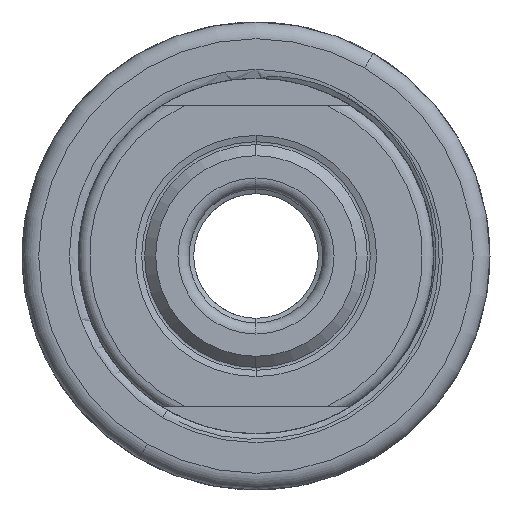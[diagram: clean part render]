
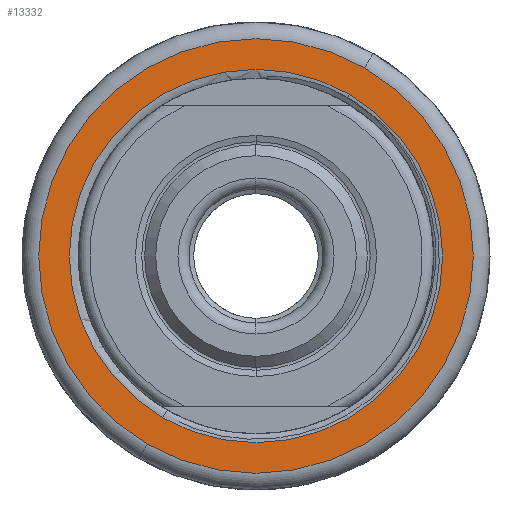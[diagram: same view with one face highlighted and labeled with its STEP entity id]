
A CAD part, left-side view. The second image highlights one B-rep face of the part: STEP entity #13332.
In plain terms, the highlighted face is planar.
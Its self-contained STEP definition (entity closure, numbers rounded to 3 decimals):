
#1678 = EDGE_CURVE ( 'NONE', #3952, #3982, #1910, .T. ) ;
#1910 = CIRCLE ( 'NONE', #2360, 19.5 ) ;
#2207 = AXIS2_PLACEMENT_3D ( 'NONE', #14619, #14669, #14597 ) ;
#2349 = AXIS2_PLACEMENT_3D ( 'NONE', #8282, #8285, #8319 ) ;
#2360 = AXIS2_PLACEMENT_3D ( 'NONE', #5154, #5167, #5172 ) ;
#2384 = AXIS2_PLACEMENT_3D ( 'NONE', #13945, #13879, #13903 ) ;
#2410 = AXIS2_PLACEMENT_3D ( 'NONE', #13648, #13738, #13657 ) ;
#2551 = EDGE_LOOP ( 'NONE', ( #5026, #5009 ) ) ;
#2565 = EDGE_LOOP ( 'NONE', ( #5006, #5016 ) ) ;
#3000 = FACE_OUTER_BOUND ( 'NONE', #2565, .T. ) ;
#3003 = FACE_BOUND ( 'NONE', #2551, .T. ) ;
#3432 = CIRCLE ( 'NONE', #2384, 16.75 ) ;
#3647 = CIRCLE ( 'NONE', #2410, 19.5 ) ;
#3688 = CIRCLE ( 'NONE', #2207, 16.75 ) ;
#3945 = VERTEX_POINT ( 'NONE', #17131 ) ;
#3952 = VERTEX_POINT ( 'NONE', #17254 ) ;
#3967 = VERTEX_POINT ( 'NONE', #17316 ) ;
#3982 = VERTEX_POINT ( 'NONE', #17274 ) ;
#4642 = EDGE_CURVE ( 'NONE', #3967, #3945, #3432, .T. ) ;
#5006 = ORIENTED_EDGE ( 'NONE', *, *, #13053, .T. ) ;
#5009 = ORIENTED_EDGE ( 'NONE', *, *, #13118, .T. ) ;
#5016 = ORIENTED_EDGE ( 'NONE', *, *, #1678, .T. ) ;
#5026 = ORIENTED_EDGE ( 'NONE', *, *, #4642, .T. ) ;
#5154 = CARTESIAN_POINT ( 'NONE',  ( 20., 0., 0. ) ) ;
#5167 = DIRECTION ( 'NONE',  ( 1., 0., 0. ) ) ;
#5172 = DIRECTION ( 'NONE',  ( 0., 1., 0. ) ) ;
#8279 = PLANE ( 'NONE',  #2349 ) ;
#8282 = CARTESIAN_POINT ( 'NONE',  ( 20., 21., 0. ) ) ;
#8285 = DIRECTION ( 'NONE',  ( 1., 0., 0. ) ) ;
#8319 = DIRECTION ( 'NONE',  ( 0., 1., 0. ) ) ;
#13053 = EDGE_CURVE ( 'NONE', #3982, #3952, #3647, .T. ) ;
#13118 = EDGE_CURVE ( 'NONE', #3945, #3967, #3688, .T. ) ;
#13332 = ADVANCED_FACE ( 'NONE', ( #3003, #3000 ), #8279, .T. ) ;
#13648 = CARTESIAN_POINT ( 'NONE',  ( 20., 0., 0. ) ) ;
#13657 = DIRECTION ( 'NONE',  ( 0., 1., 0. ) ) ;
#13738 = DIRECTION ( 'NONE',  ( 1., 0., 0. ) ) ;
#13879 = DIRECTION ( 'NONE',  ( -1., 0., 0. ) ) ;
#13903 = DIRECTION ( 'NONE',  ( 0., 1., 0. ) ) ;
#13945 = CARTESIAN_POINT ( 'NONE',  ( 20., 0., 0. ) ) ;
#14597 = DIRECTION ( 'NONE',  ( 0., 1., 0. ) ) ;
#14619 = CARTESIAN_POINT ( 'NONE',  ( 20., 0., 0. ) ) ;
#14669 = DIRECTION ( 'NONE',  ( -1., 0., 0. ) ) ;
#17131 = CARTESIAN_POINT ( 'NONE',  ( 20., -16.75, 0. ) ) ;
#17254 = CARTESIAN_POINT ( 'NONE',  ( 20., -19.5, 0. ) ) ;
#17274 = CARTESIAN_POINT ( 'NONE',  ( 20., 19.5, 0. ) ) ;
#17316 = CARTESIAN_POINT ( 'NONE',  ( 20., 16.75, 0. ) ) ;
